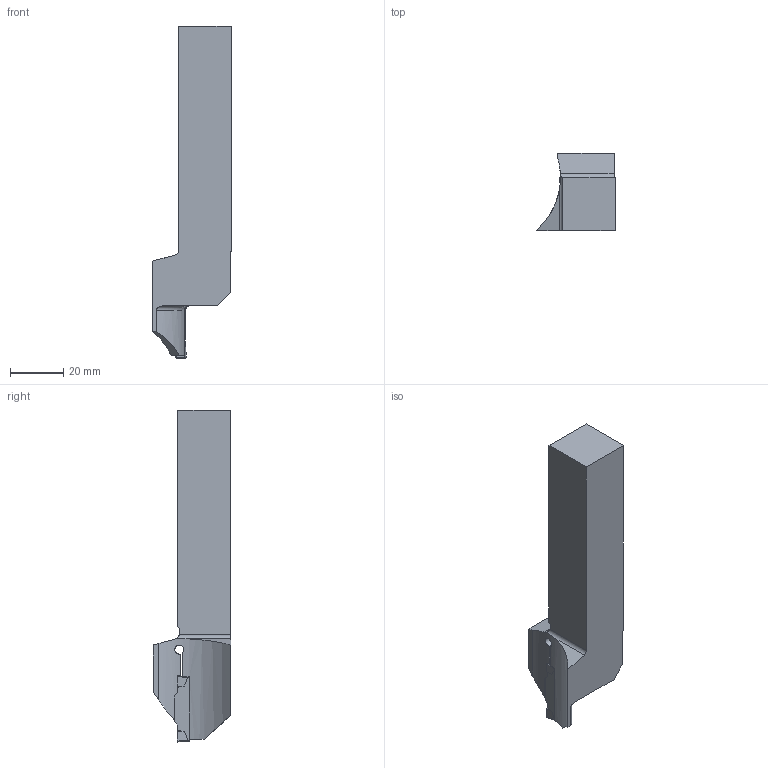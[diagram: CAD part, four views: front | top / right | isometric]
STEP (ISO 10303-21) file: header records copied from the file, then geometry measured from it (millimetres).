
FILE_DESCRIPTION(/* description */ (''),/* implementation_level */ '2;1');
FILE_NAME(/* name */ 'TOOLASSEMBLY_1.STP',/* time_stamp */ '2022-12-22T13:48:47+01:00',/* author */ (''),/* organization */ ('SMS'),/* preprocessor_version */ 'ST-DEVELOPER v16.7',/* originating_system */ 'SIEMENS PLM Software NX 12.0',/* authorisation */ '');
FILE_SCHEMA (('AUTOMOTIVE_DESIGN { 1 0 10303 214 3 1 1 1 }'));
Length unit declared in the file: millimetre
Products named in the file (4): ASSEMBLY_CONSTRUCTION; CUT_20221222134751; NOCUT_20221222134713; TOOLASSEMBLY_1
Assembly tree (3 placements, depth 2):
  TOOLASSEMBLY_1
    NOCUT_20221222134713
    CUT_20221222134751
    ASSEMBLY_CONSTRUCTION
Bounding box: 29.66 x 29.03 x 125 mm (x, y, z)
Volume: 46512.8 mm3; surface area: 11978.3 mm2
Topology: 2 solids, 2 shells, 67 faces, 191 edges, 133 vertices
Faces by surface type: plane 50, cylinder 11, extrusion 4, torus 2
Entity records: 3408 total; most frequent: CARTESIAN_POINT 1497, ORIENTED_EDGE 378, DIRECTION 357, EDGE_CURVE 189, VECTOR 137, LINE 133, VERTEX_POINT 126, AXIS2_PLACEMENT_3D 110
